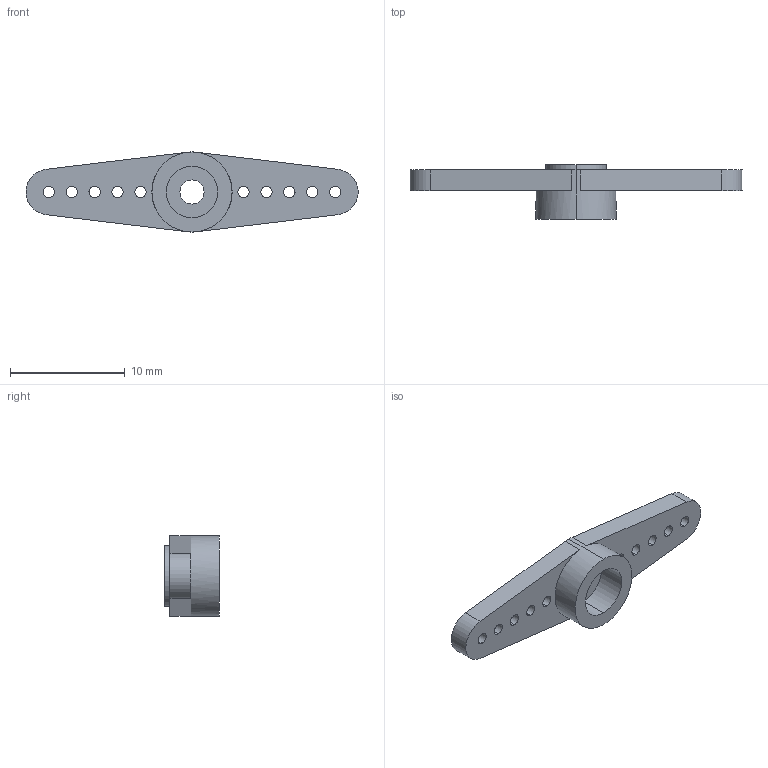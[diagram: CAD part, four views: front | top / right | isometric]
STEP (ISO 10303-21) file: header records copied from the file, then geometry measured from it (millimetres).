
FILE_DESCRIPTION (( 'STEP AP203' ), '1' );
FILE_NAME ('Savox Servo Horn-Medium-double arm.STEP', '2012-11-16T15:35:40', ( '' ), ( '' ), 'SwSTEP 2.0', 'SolidWorks 2010', '' );
FILE_SCHEMA (( 'CONFIG_CONTROL_DESIGN' ));
Length unit declared in the file: millimetre
Products named in the file (1): Savox Servo Horn-Medium-double arm
Bounding box: 28.99 x 4.75 x 7 mm (x, y, z)
Volume: 299.8 mm3; surface area: 572.3 mm2
Topology: 1 solids, 1 shells, 43 faces, 114 edges, 76 vertices
Faces by surface type: cylinder 32, plane 11
Entity records: 1497 total; most frequent: DIRECTION 270, CARTESIAN_POINT 234, ORIENTED_EDGE 228, EDGE_CURVE 114, AXIS2_PLACEMENT_3D 112, VERTEX_POINT 76, CIRCLE 68, EDGE_LOOP 68
